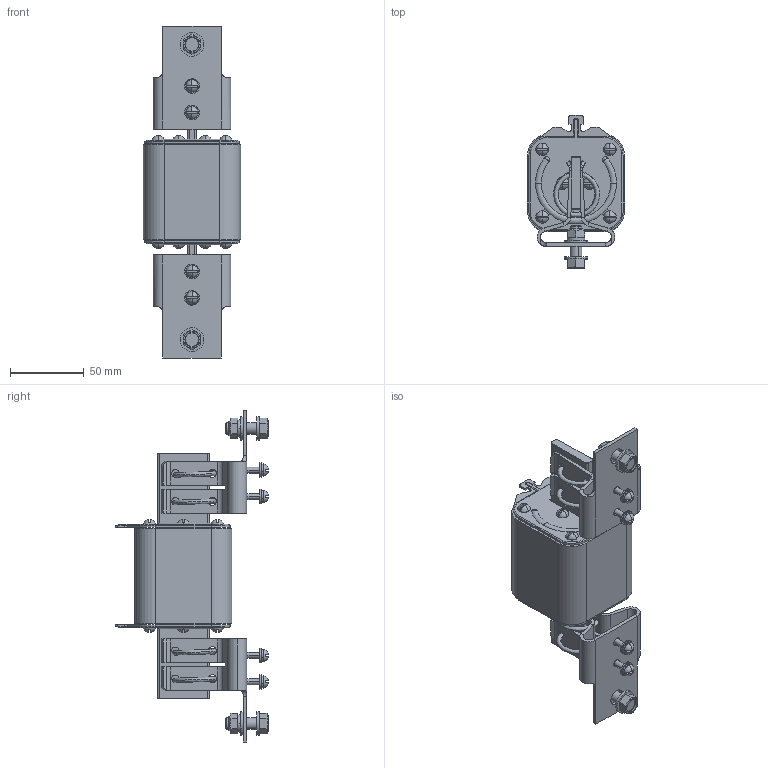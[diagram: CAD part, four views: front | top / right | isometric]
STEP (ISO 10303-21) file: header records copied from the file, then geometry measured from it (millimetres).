
FILE_DESCRIPTION (( 'STEP AP203' ), '1' );
FILE_NAME ('ﾏﾍ-400ﾀ.STEP', '2014-06-26T10:52:52', ( 'admin' ), ( 'Microsoft' ), 'SwSTEP 2.0', 'SolidWorks 2007', '' );
FILE_SCHEMA (( 'CONFIG_CONTROL_DESIGN' ));
Length unit declared in the file: millimetre
Products named in the file (1): ﾏﾍ-400ﾀ
Bounding box: 66 x 103.81 x 225.5 mm (x, y, z)
Surface area: 89241.6 mm2 (no closed solid volume)
Topology: 0 solids, 55 shells, 610 faces, 1666 edges, 1114 vertices
Faces by surface type: plane 316, cylinder 192, sphere 36, bspline 28, cone 20, torus 18
Entity records: 21631 total; most frequent: CARTESIAN_POINT 5967, DIRECTION 3458, ORIENTED_EDGE 2908, EDGE_CURVE 1666, AXIS2_PLACEMENT_3D 1321, VERTEX_POINT 1114, VECTOR 816, LINE 816
